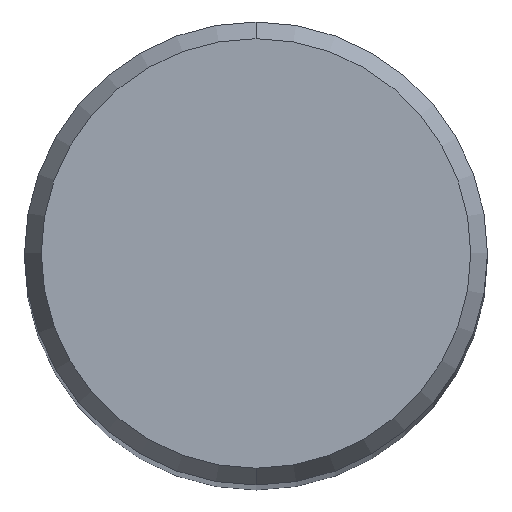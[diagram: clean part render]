
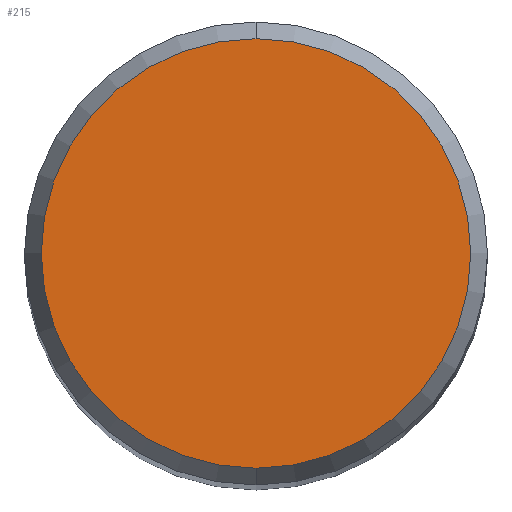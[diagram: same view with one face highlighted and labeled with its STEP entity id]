
A CAD part, top view. The second image highlights one B-rep face of the part: STEP entity #215.
In plain terms, the highlighted planar face has unit normal (0, 0, 1).
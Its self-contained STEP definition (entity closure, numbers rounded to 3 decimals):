
#111=VERTEX_POINT('',#262);
#137=EDGE_CURVE('',#111,#153,#291,.T.);
#153=VERTEX_POINT('',#310);
#165=EDGE_CURVE('',#153,#111,#323,.T.);
#215=ADVANCED_FACE('',(#382),#383,.T.);
#262=CARTESIAN_POINT('',(0.,-2.946,0.0));
#291=CIRCLE('',#464,2.946);
#310=CARTESIAN_POINT('',(0.0,2.946,0.0));
#323=CIRCLE('',#508,2.946);
#382=FACE_OUTER_BOUND('',#581,.T.);
#383=PLANE('',#582);
#464=AXIS2_PLACEMENT_3D('',#644,#645,#646);
#508=AXIS2_PLACEMENT_3D('',#687,#688,#689);
#581=EDGE_LOOP('',(#775,#776));
#582=AXIS2_PLACEMENT_3D('',#777,#778,#779);
#644=CARTESIAN_POINT('',(0.0,0.0,0.0));
#645=DIRECTION('',(0.0,0.0,-1.0));
#646=DIRECTION('',(0.0,1.0,0.0));
#687=CARTESIAN_POINT('',(0.0,0.0,0.0));
#688=DIRECTION('',(0.0,0.0,-1.0));
#689=DIRECTION('',(0.0,1.0,0.0));
#775=ORIENTED_EDGE('',*,*,#165,.F.);
#776=ORIENTED_EDGE('',*,*,#137,.F.);
#777=CARTESIAN_POINT('',(0.0,1.473,0.0));
#778=DIRECTION('',(-0.0,0.0,1.0));
#779=DIRECTION('',(0.0,-1.0,0.0));
